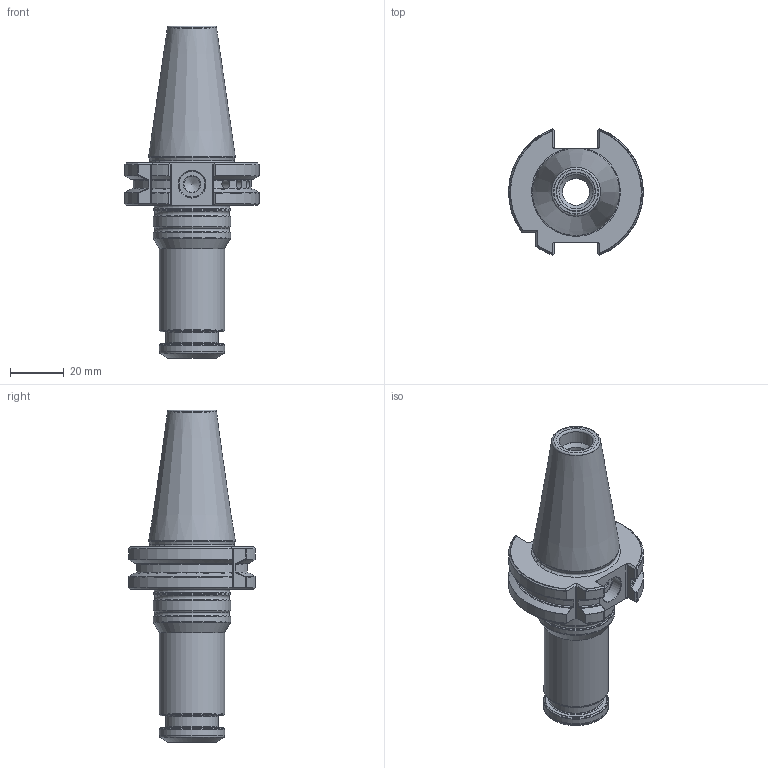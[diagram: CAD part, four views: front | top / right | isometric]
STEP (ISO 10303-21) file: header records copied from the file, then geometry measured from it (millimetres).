
FILE_DESCRIPTION(/* description */ (''),/* implementation_level */ '2;1');
FILE_NAME(/* name */ '423071540.stp',/* time_stamp */ '2021-01-12T12:30:39',/* author */ ('LRA'),/* organization */ ('REGO-FIX'),/* preprocessor_version */ ' Unknown',/* originating_system */ 'SIEMENS PLM Software Solid Edge ST10',/* authorization */ 'Unknown');
FILE_SCHEMA (('AUTOMOTIVE_DESIGN { 1 0 10303 214 2 1 1}'));
Length unit declared in the file: millimetre
Products named in the file (1): NOCUT
Bounding box: 50.29 x 47.1 x 123.75 mm (x, y, z)
Volume: 128539.5 mm3; surface area: 38791.7 mm2
Topology: 2 solids, 2 shells, 265 faces, 682 edges, 426 vertices
Faces by surface type: plane 85, cylinder 80, cone 68, torus 32
Full cylindrical faces by diameter (mm): 3.5 x6, 6 x2, 10 x2, 10.106 x4, 12.7 x1, 13 x1, 15 x2, 19.5 x2, 24 x2, 24.3 x2, 28.5 x3, 28.8 x3
Entity records: 9396 total; most frequent: CARTESIAN_POINT 1665, DIRECTION 1198, ORIENTED_EDGE 1126, EDGE_CURVE 563, AXIS2_PLACEMENT_3D 496, VERTEX_POINT 409, FACE_BOUND 376, EDGE_LOOP 368
